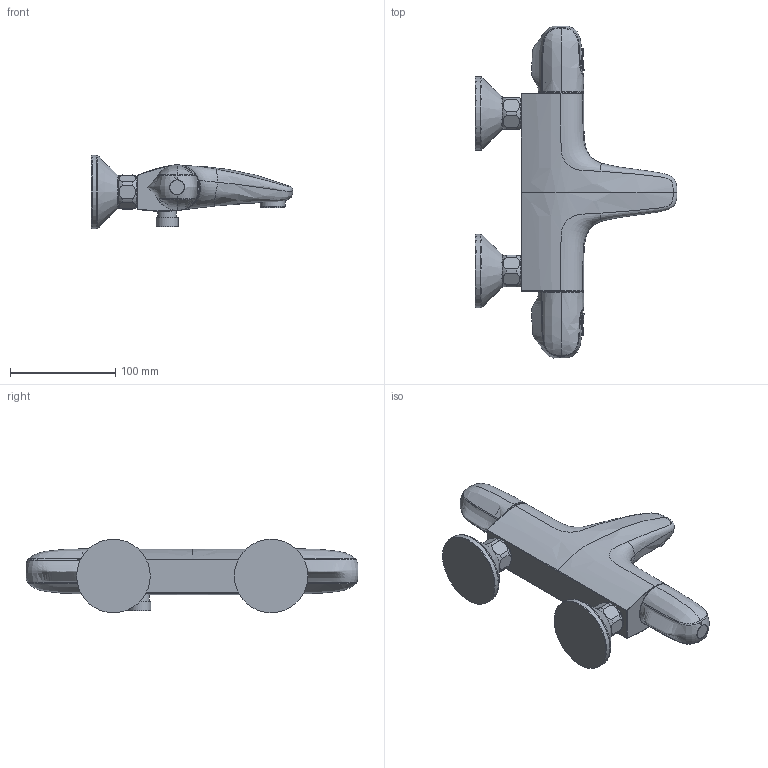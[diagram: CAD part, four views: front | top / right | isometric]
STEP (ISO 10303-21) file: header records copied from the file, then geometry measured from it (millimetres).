
FILE_DESCRIPTION(/* description */ ('Unknown'),/* implementation_level */ '2;1');
FILE_NAME(/* name */ '34155003',/* time_stamp */ '2022-08-29T07:57:02+02:00',/* author */ ('Unknown'),/* organization */ ('GROHE AG'),/* preprocessor_version */ 'ST-DEVELOPER v16.7',/* originating_system */ 'DEX',/* authorisation */ $);
FILE_SCHEMA (('AUTOMOTIVE_DESIGN {1 0 10303 214 3 1 1}'));
Products named in the file (12): 34155003; 34155003_0; ALIAS BREP MODEL; REVOLVE#103; ALIAS BREP MODEL_0; REVOLVE#103_0; 34155003_1; 34155003_2; 34155003_3; 34155003_4; SQUARE#75
Assembly tree (11 placements, depth 2):
  34155003
    34155003
    34155003_0
    ALIAS BREP MODEL
    REVOLVE#103
    ALIAS BREP MODEL_0
    REVOLVE#103_0
    34155003_1
    34155003_2
    34155003_3
    34155003_4
    SQUARE#75
Bounding box: 192.11 x 315.83 x 70 mm (x, y, z)
Volume: 794488.4 mm3; surface area: 130673.4 mm2
Topology: 11 solids, 11 shells, 709 faces, 1652 edges, 940 vertices
Faces by surface type: bspline 382, cylinder 109, plane 107, sphere 48, cone 34, torus 29
Full cylindrical faces by diameter (mm): 15 x1, 18 x1, 20.1 x3, 20.9 x1, 20.96 x1, 21.1 x1, 21.5 x2, 22.4 x2, 22.6 x1, 23.6 x1, 24 x1, 24.117 x2, 25 x2, 26.5 x2, 27 x2, 28 x4, 40.563 x2, 69.2 x2, 70 x2
Entity records: 42066 total; most frequent: CARTESIAN_POINT 28792, ORIENTED_EDGE 3020, DIRECTION 1884, EDGE_CURVE 1510, VERTEX_POINT 914, AXIS2_PLACEMENT_3D 859, B_SPLINE_CURVE_WITH_KNOTS 824, EDGE_LOOP 804
